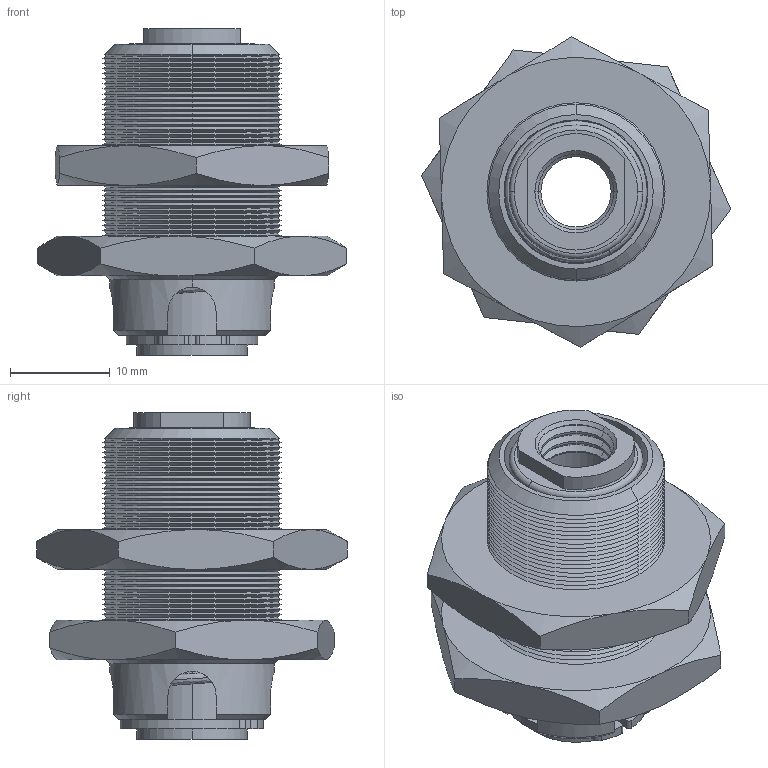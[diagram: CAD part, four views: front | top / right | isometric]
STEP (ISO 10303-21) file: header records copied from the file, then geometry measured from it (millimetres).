
FILE_DESCRIPTION (( 'STEP AP214' ), '1' );
FILE_NAME ('SAB30403.STEP', '2017-06-15T13:41:29', ( '' ), ( '' ), 'SwSTEP 2.0', 'SolidWorks 2016', '' );
FILE_SCHEMA (( 'AUTOMOTIVE_DESIGN' ));
Length unit declared in the file: inch
Products named in the file (6): SAN18244; 64.0518; 62.0128_COMP. LENGTH 1.06; 04296; 04295; SAB30403
Assembly tree (6 placements, depth 2):
  SAB30403
    04295
    04296
    62.0128_COMP. LENGTH 1.06
    64.0518
    SAN18244  x2
Bounding box: 30.99 x 31.16 x 32.77 mm (x, y, z)
Volume: 7235.7 mm3; surface area: 10159.5 mm2
Topology: 6 solids, 6 shells, 334 faces, 752 edges, 434 vertices
Faces by surface type: cone 226, cylinder 52, plane 50, torus 4, bspline 2
Entity records: 10856 total; most frequent: CARTESIAN_POINT 3575, DIRECTION 1594, ORIENTED_EDGE 1384, EDGE_CURVE 692, AXIS2_PLACEMENT_3D 637, VERTEX_POINT 394, EDGE_LOOP 326, LINE 320
